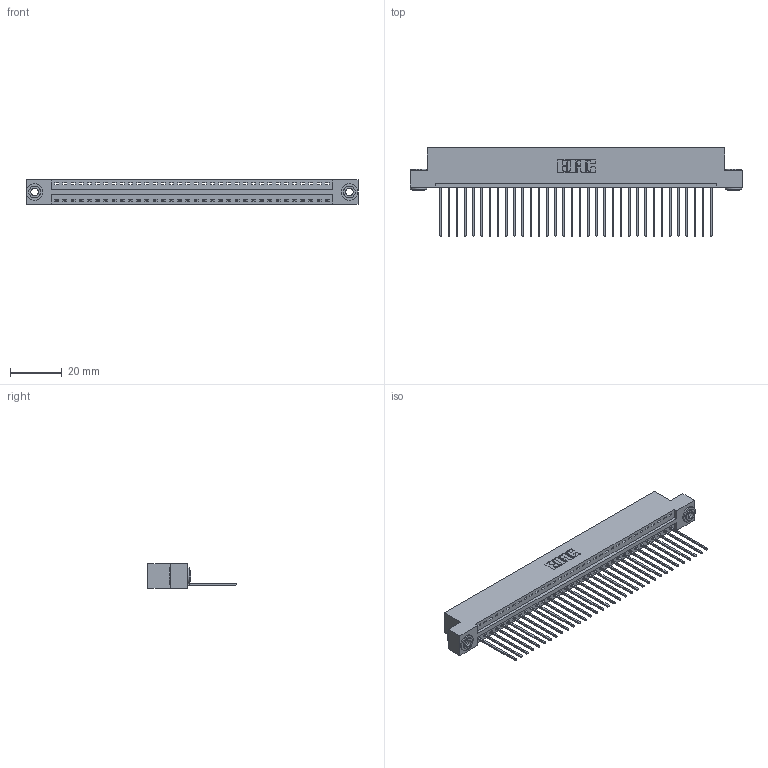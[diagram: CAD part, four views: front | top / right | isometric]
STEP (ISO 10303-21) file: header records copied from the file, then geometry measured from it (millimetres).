
FILE_DESCRIPTION (( 'STEP AP203' ), '1' );
FILE_NAME ('346-034-541-103.STEP', '2022-05-06T21:43:18', ( '' ), ( '' ), 'SwSTEP 2.0', 'SolidWorks 2020', '' );
FILE_SCHEMA (( 'CONFIG_CONTROL_DESIGN' ));
Length unit declared in the file: inch
Products named in the file (4): 345-292-001_345-293-141; 345-250-002_345-250-002-102; 346-034-541-103; 346 Part_Flush Mounting Lugs - 0.156 Dia-TH
Assembly tree (37 placements, depth 2):
  346-034-541-103
    346 Part_Flush Mounting Lugs - 0.156 Dia-TH
    345-292-001_345-293-141  x34
    345-250-002_345-250-002-102  x2
Bounding box: 128.52 x 34.29 x 9.4 mm (x, y, z)
Volume: 12361 mm3; surface area: 16285 mm2
Topology: 37 solids, 37 shells, 2146 faces, 6425 edges, 4234 vertices
Faces by surface type: plane 1460, cylinder 678, cone 8
Entity records: 23262 total; most frequent: CARTESIAN_POINT 3971, ORIENTED_EDGE 3930, DIRECTION 3543, EDGE_CURVE 1965, VECTOR 1673, LINE 1673, VERTEX_POINT 1306, AXIS2_PLACEMENT_3D 935
